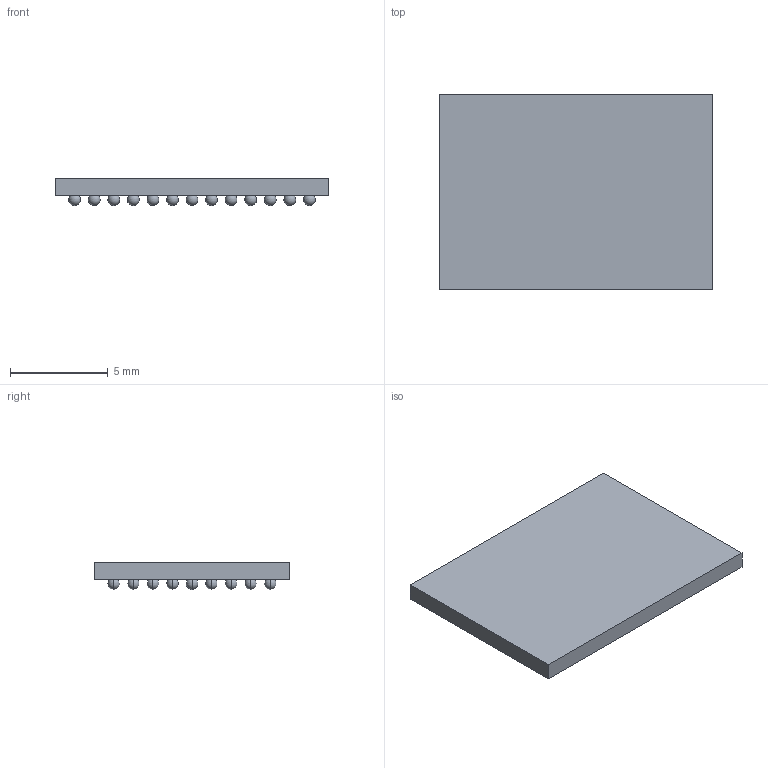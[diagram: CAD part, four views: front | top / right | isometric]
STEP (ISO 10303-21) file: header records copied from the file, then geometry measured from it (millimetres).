
FILE_DESCRIPTION((''),'2;1');
FILE_NAME('BGA_117_MARVELL','2010-10-20T',('Simon'),(''),'PRO/ENGINEER BY PARAMETRIC TECHNOLOGY CORPORATION, 2008400','PRO/ENGINEER BY PARAMETRIC TECHNOLOGY CORPORATION, 2008400','');
FILE_SCHEMA(('AUTOMOTIVE_DESIGN_CC2 { 1 2 10303 214 -1 1 5 2 }'));
Length unit declared in the file: millimetre
Products named in the file (1): BGA_117_MARVELL
Bounding box: 14 x 10 x 1.39 mm (x, y, z)
Volume: 136.9 mm3; surface area: 414.6 mm2
Topology: 1 solids, 1 shells, 240 faces, 714 edges, 359 vertices
Faces by surface type: sphere 234, plane 6
Entity records: 8277 total; most frequent: DIRECTION 1428, CARTESIAN_POINT 1079, ORIENTED_EDGE 960, AXIS2_PLACEMENT_3D 708, PRESENTATION_STYLE_ASSIGNMENT 487, STYLED_ITEM 481, CURVE_STYLE 480, EDGE_CURVE 480
